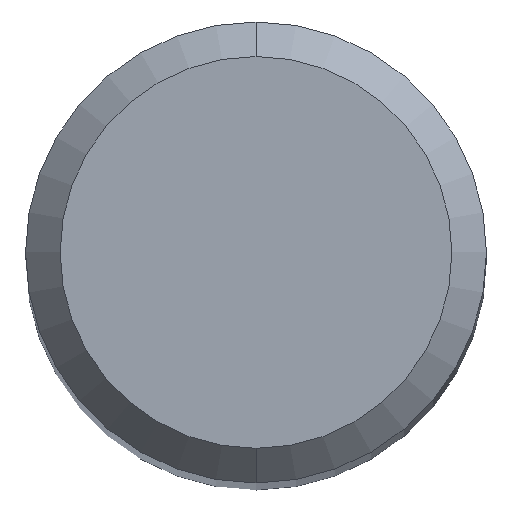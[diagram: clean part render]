
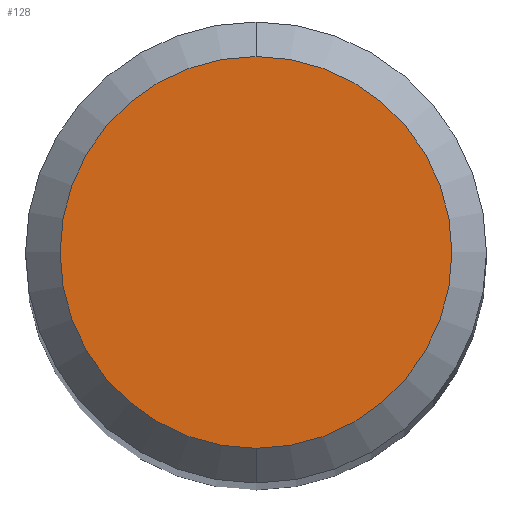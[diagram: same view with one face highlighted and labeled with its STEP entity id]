
A CAD part, top view. The second image highlights one B-rep face of the part: STEP entity #128.
In plain terms, the highlighted planar face has unit normal (0, 0, 1).
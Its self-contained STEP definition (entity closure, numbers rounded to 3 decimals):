
#114=VERTEX_POINT('',#269);
#128=ADVANCED_FACE('',(#285),#286,.T.);
#158=EDGE_CURVE('',#114,#182,#320,.T.);
#166=EDGE_CURVE('',#182,#114,#328,.T.);
#182=VERTEX_POINT('',#346);
#269=CARTESIAN_POINT('',(0.,-1.7,0.0));
#285=FACE_OUTER_BOUND('',#452,.T.);
#286=PLANE('',#453);
#320=CIRCLE('',#497,1.7);
#328=CIRCLE('',#511,1.7);
#346=CARTESIAN_POINT('',(0.0,1.7,0.0));
#452=EDGE_LOOP('',(#644,#645));
#453=AXIS2_PLACEMENT_3D('',#646,#647,#648);
#497=AXIS2_PLACEMENT_3D('',#698,#699,#700);
#511=AXIS2_PLACEMENT_3D('',#706,#707,#708);
#644=ORIENTED_EDGE('',*,*,#166,.F.);
#645=ORIENTED_EDGE('',*,*,#158,.F.);
#646=CARTESIAN_POINT('',(0.0,0.85,0.0));
#647=DIRECTION('',(-0.0,0.0,1.0));
#648=DIRECTION('',(0.0,-1.0,0.0));
#698=CARTESIAN_POINT('',(0.0,0.0,0.0));
#699=DIRECTION('',(0.0,0.0,-1.0));
#700=DIRECTION('',(0.0,1.0,0.0));
#706=CARTESIAN_POINT('',(0.0,0.0,0.0));
#707=DIRECTION('',(0.0,0.0,-1.0));
#708=DIRECTION('',(0.0,1.0,0.0));
